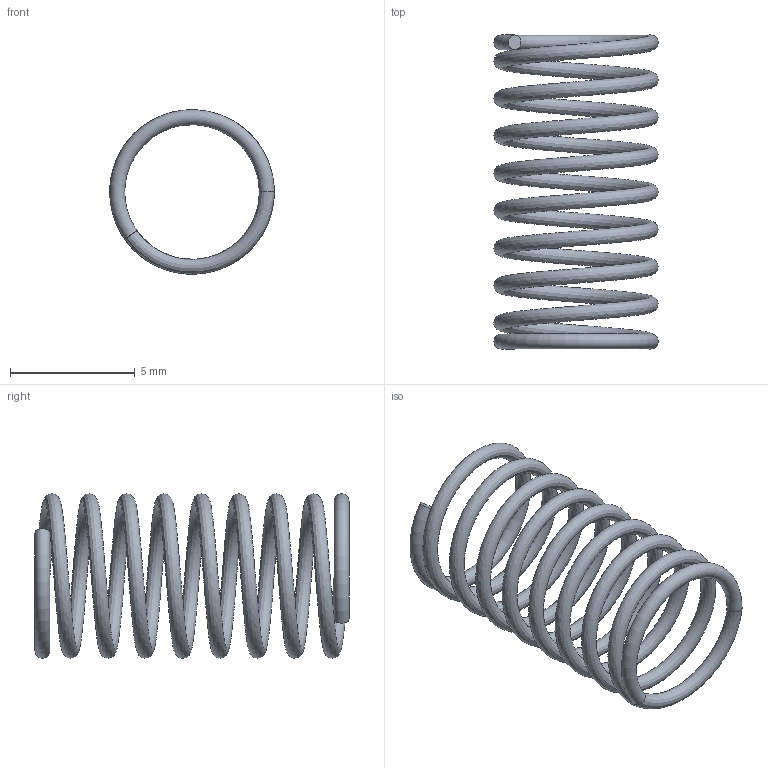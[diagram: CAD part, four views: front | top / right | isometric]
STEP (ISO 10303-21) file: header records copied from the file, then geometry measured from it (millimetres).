
FILE_DESCRIPTION(/* description */ (''),/* implementation_level */ '2;1');
FILE_NAME(/* name */ 'Spring_6x12_v3.step',/* time_stamp */ '2022-03-24T12:17:36+04:00',/* author */ (''),/* organization */ (''),/* preprocessor_version */ 'ST-DEVELOPER v18.1',/* originating_system */ 'Autodesk Translation Framework v10.13.0.1454',/* authorisation */ '');
FILE_SCHEMA (('AUTOMOTIVE_DESIGN { 1 0 10303 214 3 1 1 }'));
Length unit declared in the file: millimetre
Products named in the file (1): Spring 6x12
Bounding box: 6.6 x 12.6 x 6.6 mm (x, y, z)
Volume: 49 mm3; surface area: 327.6 mm2
Topology: 1 solids, 1 shells, 5 faces, 9 edges, 6 vertices
Faces by surface type: torus 2, plane 2, bspline 1
Entity records: 1417 total; most frequent: CARTESIAN_POINT 1279, DIRECTION 26, ORIENTED_EDGE 18, AXIS2_PLACEMENT_3D 13, EDGE_CURVE 9, CIRCLE 8, VERTEX_POINT 6, FACE_OUTER_BOUND 5
